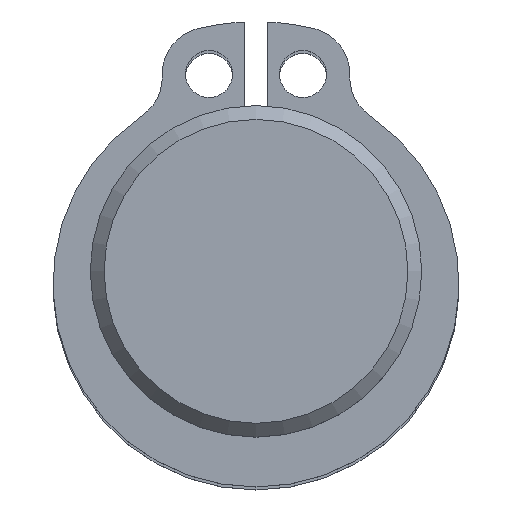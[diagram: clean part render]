
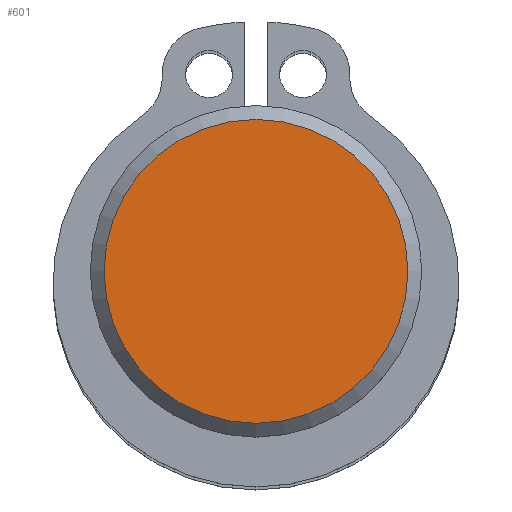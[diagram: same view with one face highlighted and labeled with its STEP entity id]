
A CAD part, top view. The second image highlights one B-rep face of the part: STEP entity #601.
In plain terms, the highlighted planar face has unit normal (0, 0, 1).
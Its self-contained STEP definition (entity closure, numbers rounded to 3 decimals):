
#101=PLANE('',#652);
#142=FACE_OUTER_BOUND('',#187,.T.);
#187=EDGE_LOOP('',(#443));
#245=CIRCLE('',#648,5.5);
#297=VERTEX_POINT('',#961);
#357=EDGE_CURVE('',#297,#297,#245,.T.);
#443=ORIENTED_EDGE('',*,*,#357,.F.);
#601=ADVANCED_FACE('',(#142),#101,.F.);
#648=AXIS2_PLACEMENT_3D('',#962,#750,#751);
#652=AXIS2_PLACEMENT_3D('',#968,#758,#759);
#750=DIRECTION('center_axis',(0.,0.,-1.));
#751=DIRECTION('ref_axis',(-1.,0.,0.));
#758=DIRECTION('center_axis',(0.,0.,-1.));
#759=DIRECTION('ref_axis',(-1.,0.,0.));
#961=CARTESIAN_POINT('',(11.389,1.059,42.384));
#962=CARTESIAN_POINT('Origin',(5.889,1.059,42.384));
#968=CARTESIAN_POINT('Origin',(5.889,1.059,42.384));
